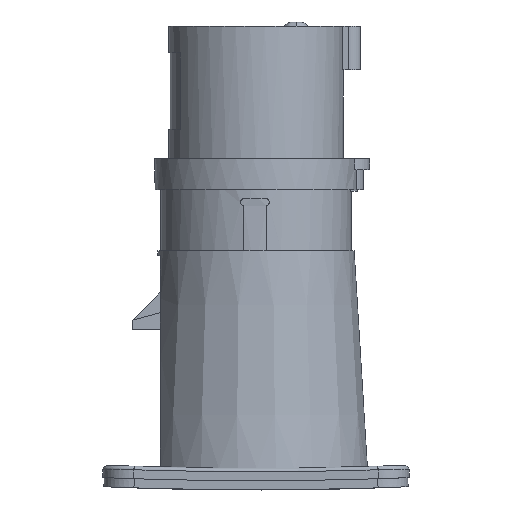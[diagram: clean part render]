
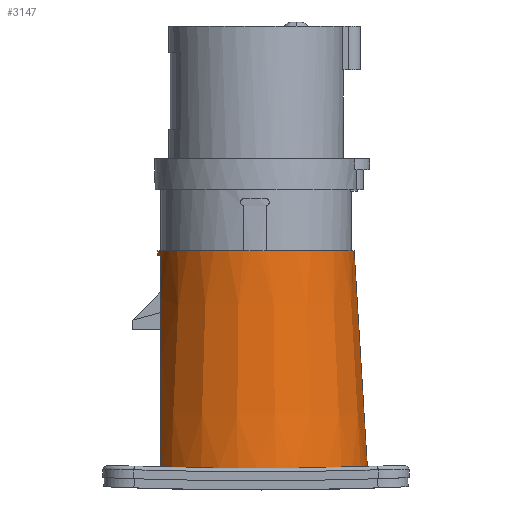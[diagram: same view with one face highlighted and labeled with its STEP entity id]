
A CAD part, left-side view. The second image highlights one B-rep face of the part: STEP entity #3147.
In plain terms, the highlighted conical face has half-angle 3.5 degrees and reference radius 28.768 mm.
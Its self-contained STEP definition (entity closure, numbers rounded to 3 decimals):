
#758=CARTESIAN_POINT('',(29.75,-29.986,-0.437));
#759=DIRECTION('',(0.,0.,-1.));
#760=DIRECTION('',(0.,-1.,0.));
#761=AXIS2_PLACEMENT_3D('',#758,#759,#760);
#973=DIRECTION('',(0.,-0.061,0.998));
#974=VECTOR('',#973,1.367);
#975=CARTESIAN_POINT('',(29.75,-2.967,58.134));
#976=LINE('',#975,#974);
#995=DIRECTION('',(0.,0.061,0.998));
#996=VECTOR('',#995,60.045);
#997=CARTESIAN_POINT('',(29.75,-60.587,-0.435));
#998=LINE('',#997,#996);
#1014=CARTESIAN_POINT('',(29.75,-29.986,59.498));
#1015=DIRECTION('',(0.,0.,-1.));
#1016=DIRECTION('',(-0.992,0.126,0.));
#1017=AXIS2_PLACEMENT_3D('',#1014,#1015,#1016);
#1019=CARTESIAN_POINT('',(29.75,-29.986,59.498));
#1020=DIRECTION('',(0.,0.,-1.));
#1021=DIRECTION('',(-0.995,-0.104,0.));
#1022=AXIS2_PLACEMENT_3D('',#1019,#1020,#1021);
#1024=CARTESIAN_POINT('',(29.75,-29.986,59.498));
#1025=DIRECTION('',(0.,0.,-1.));
#1026=DIRECTION('',(0.,-1.,0.));
#1027=AXIS2_PLACEMENT_3D('',#1024,#1025,#1026);
#1029=CARTESIAN_POINT('',(23.501,-3.7,58.134));
#1030=CARTESIAN_POINT('',(22.969,-3.7,56.124));
#1031=CARTESIAN_POINT('',(22.019,-3.7,52.067));
#1032=CARTESIAN_POINT('',(20.778,-3.7,45.887));
#1033=CARTESIAN_POINT('',(19.67,-3.7,39.689));
#1034=CARTESIAN_POINT('',(18.661,-3.7,33.508));
#1035=CARTESIAN_POINT('',(17.733,-3.7,27.395));
#1036=CARTESIAN_POINT('',(16.843,-3.7,21.158));
#1037=CARTESIAN_POINT('',(15.956,-3.7,14.594));
#1038=CARTESIAN_POINT('',(15.049,-3.7,7.526));
#1039=CARTESIAN_POINT('',(14.409,-3.7,2.295));
#1040=CARTESIAN_POINT('',(14.082,-3.7,-0.436));
#1042=CARTESIAN_POINT('',(29.75,-29.986,58.134));
#1043=DIRECTION('',(0.,0.,1.));
#1044=DIRECTION('',(0.,1.,0.));
#1045=AXIS2_PLACEMENT_3D('',#1042,#1043,#1044);
#1997=VERTEX_POINT('',#1029);
#1998=VERTEX_POINT('',#1040);
#2015=CARTESIAN_POINT('',(2.961,-32.786,59.498));
#2016=CARTESIAN_POINT('',(3.03,-26.586,59.498));
#2017=VERTEX_POINT('',#2015);
#2018=VERTEX_POINT('',#2016);
#2043=CARTESIAN_POINT('',(29.75,-2.967,58.134));
#2044=CARTESIAN_POINT('',(29.75,-3.051,59.498));
#2045=VERTEX_POINT('',#2043);
#2046=VERTEX_POINT('',#2044);
#2047=CARTESIAN_POINT('',(29.75,-60.587,-0.435));
#2048=CARTESIAN_POINT('',(29.75,-56.921,59.498));
#2049=VERTEX_POINT('',#2047);
#2050=VERTEX_POINT('',#2048);
#3129=CARTESIAN_POINT('',(29.75,-29.986,29.53));
#3130=DIRECTION('',(0.,0.,-1.));
#3131=DIRECTION('',(0.,1.,0.));
#3132=AXIS2_PLACEMENT_3D('',#3129,#3130,#3131);
#3133=CONICAL_SURFACE('',#3132,28.768,3.5);
#3134=ORIENTED_EDGE('',*,*,#3113,.T.);
#3136=ORIENTED_EDGE('',*,*,#3135,.F.);
#3138=ORIENTED_EDGE('',*,*,#3137,.F.);
#3140=ORIENTED_EDGE('',*,*,#3139,.F.);
#3141=ORIENTED_EDGE('',*,*,#3118,.F.);
#3142=ORIENTED_EDGE('',*,*,#2851,.T.);
#3143=ORIENTED_EDGE('',*,*,#2947,.F.);
#3144=ORIENTED_EDGE('',*,*,#3102,.F.);
#3145=EDGE_LOOP('',(#3134,#3136,#3138,#3140,#3141,#3142,#3143,#3144));
#3146=FACE_OUTER_BOUND('',#3145,.F.);
#3147=ADVANCED_FACE('',(#3146),#3133,.T.);
#762=CIRCLE('',#761,30.601);
#1018=CIRCLE('',#1017,26.935);
#1023=CIRCLE('',#1022,26.935);
#1028=CIRCLE('',#1027,26.935);
#1041=B_SPLINE_CURVE_WITH_KNOTS('',3,(#1029,#1030,#1031,#1032,#1033,#1034,#1035,
#1036,#1037,#1038,#1039,#1040),.UNSPECIFIED.,.F.,.F.,(4,1,1,1,1,1,1,1,1,4),
(0.,0.111,0.222,0.333,0.444,
0.556,0.667,0.778,0.889,1.),
.UNSPECIFIED.);
#1046=CIRCLE('',#1045,27.018);
#2851=EDGE_CURVE('',#2049,#1998,#762,.T.);
#2947=EDGE_CURVE('',#1997,#1998,#1041,.T.);
#3102=EDGE_CURVE('',#2045,#1997,#1046,.T.);
#3113=EDGE_CURVE('',#2045,#2046,#976,.T.);
#3118=EDGE_CURVE('',#2049,#2050,#998,.T.);
#3135=EDGE_CURVE('',#2018,#2046,#1018,.T.);
#3137=EDGE_CURVE('',#2017,#2018,#1023,.T.);
#3139=EDGE_CURVE('',#2050,#2017,#1028,.T.);
